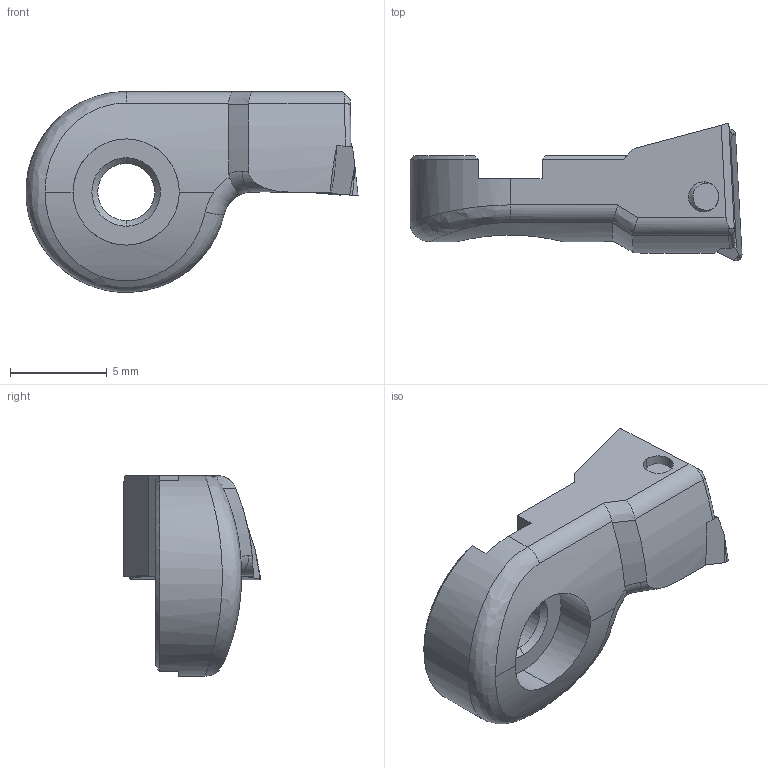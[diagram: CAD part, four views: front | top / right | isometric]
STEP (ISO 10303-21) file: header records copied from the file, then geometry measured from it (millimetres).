
FILE_DESCRIPTION(('no description'),'unknown implementation level');
FILE_NAME('6F109EFF-DBB4-43EB-8027-5D34A22FF8E3_export.stp',' ',('CIMSOURCE GmbH'),('CADClick - KiM GmbH - www.kimweb.de'),'unknown preprocess','ACIS','unknown authorization');
FILE_SCHEMA(('automotive_design'));
Length unit declared in the file: millimetre
Products named in the file (3): 626.121 Kaiser ENH 21 TP07 25-33|694.103 Kaiser ETL M2x4.8 T6 IP 10S;Kreismuster1; 626.121 Kaiser ENH 21 TP07 25-33|651.735 Kaiser TPGT 070203 K10C;Kombinieren1; 626.121 Kaiser ENH 21 TP07 25-33|626.121 Kaiser ENH 21 TP07 25-33;Fase2
Bounding box: 17.19 x 7.13 x 10.4 mm (x, y, z)
Volume: 437.5 mm3; surface area: 656.1 mm2
Topology: 3 solids, 3 shells, 107 faces, 272 edges, 167 vertices
Faces by surface type: cylinder 39, plane 32, cone 23, bspline 7, torus 6
Entity records: 12560 total; most frequent: CARTESIAN_POINT 6897, DIRECTION 548, STYLED_ITEM 544, PRESENTATION_STYLE_ASSIGNMENT 544, COLOUR_RGB 544, ORIENTED_EDGE 534, EDGE_CURVE 267, CURVE_STYLE 267
